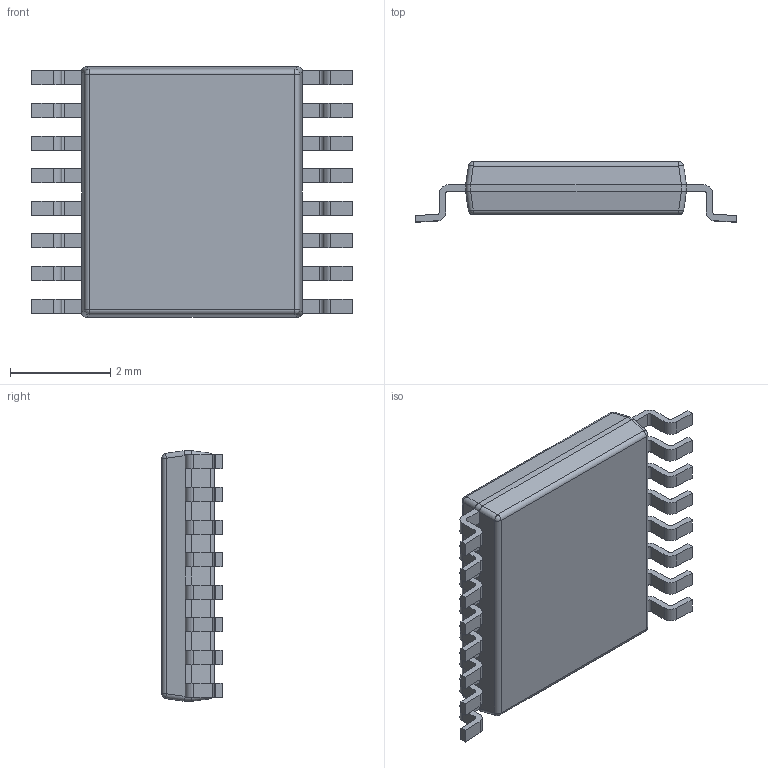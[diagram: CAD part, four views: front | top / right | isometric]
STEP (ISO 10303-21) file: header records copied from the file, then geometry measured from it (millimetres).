
FILE_DESCRIPTION (( 'STEP AP214' ), '1' );
FILE_NAME ('DG409LEDQ-T1-GE3.STEP', '2022-08-25T00:41:33', ( '' ), ( '' ), 'SwSTEP 2.0', 'SolidWorks 2017', '' );
FILE_SCHEMA (( 'AUTOMOTIVE_DESIGN' ));
Length unit declared in the file: millimetre
Products named in the file (1): DG409LEDQ-T1-GE3
Bounding box: 6.4 x 1.2 x 5 mm (x, y, z)
Volume: 23.3 mm3; surface area: 81 mm2
Topology: 18 solids, 18 shells, 273 faces, 692 edges, 448 vertices
Faces by surface type: plane 177, cylinder 88, sphere 8
Entity records: 8293 total; most frequent: CARTESIAN_POINT 1478, DIRECTION 1368, ORIENTED_EDGE 1368, EDGE_CURVE 684, LINE 500, VECTOR 500, VERTEX_POINT 448, AXIS2_PLACEMENT_3D 434
